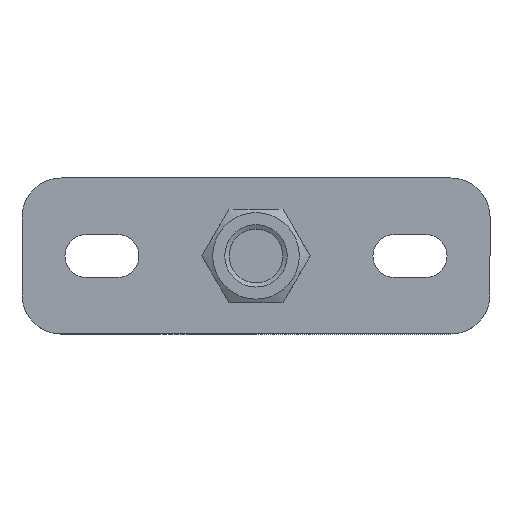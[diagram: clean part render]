
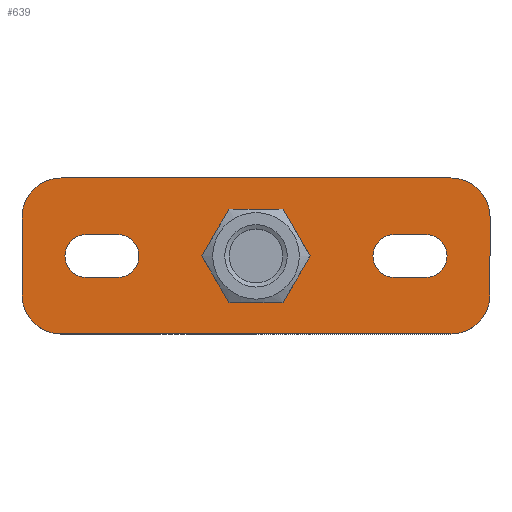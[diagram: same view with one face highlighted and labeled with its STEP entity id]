
A CAD part, top view. The second image highlights one B-rep face of the part: STEP entity #639.
In plain terms, the highlighted planar face has unit normal (0, 0, 1).
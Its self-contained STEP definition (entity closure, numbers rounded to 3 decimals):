
#375=CARTESIAN_POINT('',(-11.1,0.,3.));
#376=VERTEX_POINT('',#375);
#377=CARTESIAN_POINT('',(0.,0.,3.));
#378=DIRECTION('',(0.0,0.0,-1.0));
#379=DIRECTION('',(-1.0,0.0,0.0));
#380=AXIS2_PLACEMENT_3D('',#377,#378,#379);
#381=CIRCLE('',#380,11.1);
#382=EDGE_CURVE('',#376,#376,#381,.T.);
#489=CARTESIAN_POINT('',(0.,0.,3.));
#490=DIRECTION('',(0.0,0.0,1.0));
#491=DIRECTION('',(-1.0,0.0,0.0));
#492=AXIS2_PLACEMENT_3D('',#489,#490,#491);
#493=PLANE('',#492);
#494=CARTESIAN_POINT('',(60.,-10.,3.));
#495=VERTEX_POINT('',#494);
#496=CARTESIAN_POINT('',(50.,-20.,3.));
#497=VERTEX_POINT('',#496);
#498=CARTESIAN_POINT('',(50.,-10.,3.));
#499=DIRECTION('',(0.,0.,-1.));
#500=DIRECTION('',(0.707,-0.707,0.));
#501=AXIS2_PLACEMENT_3D('',#498,#499,#500);
#502=CIRCLE('',#501,10.);
#503=EDGE_CURVE('',#495,#497,#502,.T.);
#504=ORIENTED_EDGE('',*,*,#503,.F.);
#505=CARTESIAN_POINT('',(60.,10.,3.));
#506=VERTEX_POINT('',#505);
#507=CARTESIAN_POINT('',(60.,10.,3.));
#508=DIRECTION('',(0.0,-1.0,0.0));
#509=VECTOR('',#508,20.0);
#510=LINE('',#507,#509);
#511=EDGE_CURVE('',#506,#495,#510,.T.);
#512=ORIENTED_EDGE('',*,*,#511,.F.);
#513=CARTESIAN_POINT('',(50.,20.,3.));
#514=VERTEX_POINT('',#513);
#515=CARTESIAN_POINT('',(50.,10.,3.));
#516=DIRECTION('',(0.,0.,-1.));
#517=DIRECTION('',(0.707,0.707,0.));
#518=AXIS2_PLACEMENT_3D('',#515,#516,#517);
#519=CIRCLE('',#518,10.);
#520=EDGE_CURVE('',#514,#506,#519,.T.);
#521=ORIENTED_EDGE('',*,*,#520,.F.);
#522=CARTESIAN_POINT('',(-50.,20.,3.));
#523=VERTEX_POINT('',#522);
#524=CARTESIAN_POINT('',(-50.,20.,3.));
#525=DIRECTION('',(1.0,0.0,0.0));
#526=VECTOR('',#525,100.0);
#527=LINE('',#524,#526);
#528=EDGE_CURVE('',#523,#514,#527,.T.);
#529=ORIENTED_EDGE('',*,*,#528,.F.);
#530=CARTESIAN_POINT('',(-60.,10.,3.));
#531=VERTEX_POINT('',#530);
#532=CARTESIAN_POINT('',(-50.,10.,3.));
#533=DIRECTION('',(0.,0.,-1.));
#534=DIRECTION('',(-0.707,0.707,0.));
#535=AXIS2_PLACEMENT_3D('',#532,#533,#534);
#536=CIRCLE('',#535,10.);
#537=EDGE_CURVE('',#531,#523,#536,.T.);
#538=ORIENTED_EDGE('',*,*,#537,.F.);
#539=CARTESIAN_POINT('',(-60.,-10.,3.));
#540=VERTEX_POINT('',#539);
#541=CARTESIAN_POINT('',(-60.,-10.,3.));
#542=DIRECTION('',(0.0,1.0,0.0));
#543=VECTOR('',#542,20.);
#544=LINE('',#541,#543);
#545=EDGE_CURVE('',#540,#531,#544,.T.);
#546=ORIENTED_EDGE('',*,*,#545,.F.);
#547=CARTESIAN_POINT('',(-50.,-20.,3.));
#548=VERTEX_POINT('',#547);
#549=CARTESIAN_POINT('',(-50.,-10.,3.));
#550=DIRECTION('',(0.,0.,-1.));
#551=DIRECTION('',(-0.707,-0.707,0.));
#552=AXIS2_PLACEMENT_3D('',#549,#550,#551);
#553=CIRCLE('',#552,10.);
#554=EDGE_CURVE('',#548,#540,#553,.T.);
#555=ORIENTED_EDGE('',*,*,#554,.F.);
#556=CARTESIAN_POINT('',(50.,-20.,3.));
#557=DIRECTION('',(-1.0,0.0,0.0));
#558=VECTOR('',#557,100.0);
#559=LINE('',#556,#558);
#560=EDGE_CURVE('',#497,#548,#559,.T.);
#561=ORIENTED_EDGE('',*,*,#560,.F.);
#562=EDGE_LOOP('',(#504,#512,#521,#529,#538,#546,#555,#561));
#563=FACE_OUTER_BOUND('',#562,.T.);
#564=CARTESIAN_POINT('',(35.5,-5.5,3.));
#565=VERTEX_POINT('',#564);
#566=CARTESIAN_POINT('',(35.5,5.5,3.));
#567=VERTEX_POINT('',#566);
#568=CARTESIAN_POINT('',(35.5,0.,3.));
#569=DIRECTION('',(0.0,0.0,-1.0));
#570=DIRECTION('',(0.0,-1.0,0.0));
#571=AXIS2_PLACEMENT_3D('',#568,#569,#570);
#572=CIRCLE('',#571,5.5);
#573=EDGE_CURVE('',#565,#567,#572,.T.);
#574=ORIENTED_EDGE('',*,*,#573,.T.);
#575=CARTESIAN_POINT('',(43.5,5.5,3.));
#576=VERTEX_POINT('',#575);
#577=CARTESIAN_POINT('',(35.5,5.5,3.));
#578=DIRECTION('',(1.0,0.0,0.0));
#579=VECTOR('',#578,8.0);
#580=LINE('',#577,#579);
#581=EDGE_CURVE('',#567,#576,#580,.T.);
#582=ORIENTED_EDGE('',*,*,#581,.T.);
#583=CARTESIAN_POINT('',(43.5,-5.5,3.));
#584=VERTEX_POINT('',#583);
#585=CARTESIAN_POINT('',(43.5,0.,3.));
#586=DIRECTION('',(0.0,0.0,-1.0));
#587=DIRECTION('',(0.0,1.0,0.0));
#588=AXIS2_PLACEMENT_3D('',#585,#586,#587);
#589=CIRCLE('',#588,5.5);
#590=EDGE_CURVE('',#576,#584,#589,.T.);
#591=ORIENTED_EDGE('',*,*,#590,.T.);
#592=CARTESIAN_POINT('',(43.5,-5.5,3.));
#593=DIRECTION('',(-1.0,0.0,0.0));
#594=VECTOR('',#593,8.0);
#595=LINE('',#592,#594);
#596=EDGE_CURVE('',#584,#565,#595,.T.);
#597=ORIENTED_EDGE('',*,*,#596,.T.);
#598=EDGE_LOOP('',(#574,#582,#591,#597));
#599=FACE_BOUND('',#598,.T.);
#600=CARTESIAN_POINT('',(-35.5,5.5,3.));
#601=VERTEX_POINT('',#600);
#602=CARTESIAN_POINT('',(-35.5,-5.5,3.));
#603=VERTEX_POINT('',#602);
#604=CARTESIAN_POINT('',(-35.5,0.,3.));
#605=DIRECTION('',(0.0,0.0,-1.0));
#606=DIRECTION('',(0.0,-1.0,0.0));
#607=AXIS2_PLACEMENT_3D('',#604,#605,#606);
#608=CIRCLE('',#607,5.5);
#609=EDGE_CURVE('',#601,#603,#608,.T.);
#610=ORIENTED_EDGE('',*,*,#609,.T.);
#611=CARTESIAN_POINT('',(-43.5,-5.5,3.));
#612=VERTEX_POINT('',#611);
#613=CARTESIAN_POINT('',(-35.5,-5.5,3.));
#614=DIRECTION('',(-1.0,0.0,0.0));
#615=VECTOR('',#614,8.);
#616=LINE('',#613,#615);
#617=EDGE_CURVE('',#603,#612,#616,.T.);
#618=ORIENTED_EDGE('',*,*,#617,.T.);
#619=CARTESIAN_POINT('',(-43.5,5.5,3.));
#620=VERTEX_POINT('',#619);
#621=CARTESIAN_POINT('',(-43.5,0.,3.));
#622=DIRECTION('',(0.0,0.0,-1.0));
#623=DIRECTION('',(0.0,1.0,0.0));
#624=AXIS2_PLACEMENT_3D('',#621,#622,#623);
#625=CIRCLE('',#624,5.5);
#626=EDGE_CURVE('',#612,#620,#625,.T.);
#627=ORIENTED_EDGE('',*,*,#626,.T.);
#628=CARTESIAN_POINT('',(-43.5,5.5,3.));
#629=DIRECTION('',(1.0,0.0,0.0));
#630=VECTOR('',#629,8.0);
#631=LINE('',#628,#630);
#632=EDGE_CURVE('',#620,#601,#631,.T.);
#633=ORIENTED_EDGE('',*,*,#632,.T.);
#634=EDGE_LOOP('',(#610,#618,#627,#633));
#635=FACE_BOUND('',#634,.T.);
#636=ORIENTED_EDGE('',*,*,#382,.T.);
#637=EDGE_LOOP('',(#636));
#638=FACE_BOUND('',#637,.T.);
#639=ADVANCED_FACE('',(#563,#599,#635,#638),#493,.T.);
